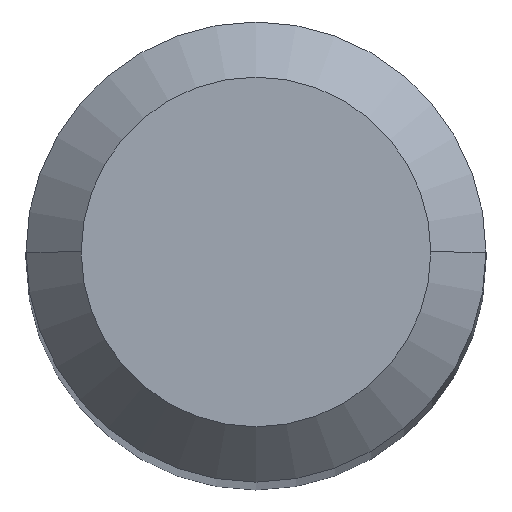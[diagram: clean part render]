
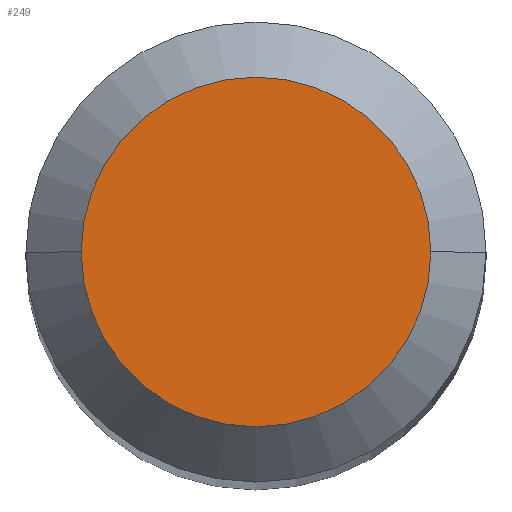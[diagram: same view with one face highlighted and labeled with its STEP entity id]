
A CAD part, top view. The second image highlights one B-rep face of the part: STEP entity #249.
In plain terms, the highlighted planar face has unit normal (0, 0, 1).
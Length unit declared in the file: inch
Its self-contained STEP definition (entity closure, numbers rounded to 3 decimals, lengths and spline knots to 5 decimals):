
#21 = EDGE_CURVE ( 'NONE', #110, #85, #264, .T. ) ;
#28 = CARTESIAN_POINT ( 'NONE',  ( 0., 0., 0. ) ) ;
#52 = CARTESIAN_POINT ( 'NONE',  ( -0.0475, 0., 0. ) ) ;
#59 = AXIS2_PLACEMENT_3D ( 'NONE', #222, #251, #366 ) ;
#85 = VERTEX_POINT ( 'NONE', #123 ) ;
#110 = VERTEX_POINT ( 'NONE', #52 ) ;
#123 = CARTESIAN_POINT ( 'NONE',  ( 0.0475, 0., 0. ) ) ;
#148 = DIRECTION ( 'NONE',  ( 0., 0., 1. ) ) ;
#222 = CARTESIAN_POINT ( 'NONE',  ( 0., 0., 0. ) ) ;
#234 = CARTESIAN_POINT ( 'NONE',  ( 0., 0.0475, 0. ) ) ;
#238 = AXIS2_PLACEMENT_3D ( 'NONE', #234, #348, #432 ) ;
#249 = ADVANCED_FACE ( 'NONE', ( #426 ), #352, .F. ) ;
#251 = DIRECTION ( 'NONE',  ( 0., 0., 1. ) ) ;
#264 = CIRCLE ( 'NONE', #59, 0.0475 ) ;
#291 = EDGE_CURVE ( 'NONE', #85, #110, #342, .T. ) ;
#326 = ORIENTED_EDGE ( 'NONE', *, *, #21, .T. ) ;
#342 = CIRCLE ( 'NONE', #443, 0.0475 ) ;
#348 = DIRECTION ( 'NONE',  ( 0., 0., -1. ) ) ;
#352 = PLANE ( 'NONE',  #238 ) ;
#366 = DIRECTION ( 'NONE',  ( 1., 0., 0. ) ) ;
#400 = ORIENTED_EDGE ( 'NONE', *, *, #291, .T. ) ;
#426 = FACE_OUTER_BOUND ( 'NONE', #440, .T. ) ;
#432 = DIRECTION ( 'NONE',  ( -1., 0., 0. ) ) ;
#440 = EDGE_LOOP ( 'NONE', ( #326, #400 ) ) ;
#443 = AXIS2_PLACEMENT_3D ( 'NONE', #28, #148, #457 ) ;
#457 = DIRECTION ( 'NONE',  ( 1., 0., 0. ) ) ;
